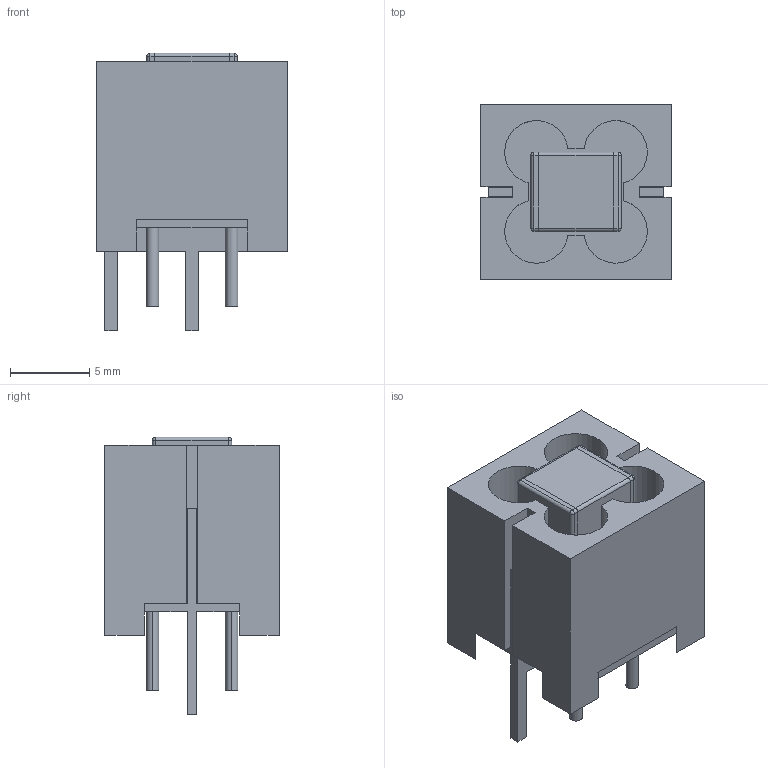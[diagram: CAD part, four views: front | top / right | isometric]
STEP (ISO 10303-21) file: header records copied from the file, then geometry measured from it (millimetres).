
FILE_DESCRIPTION (( 'STEP AP214' ), '1' );
FILE_NAME ('User Library-Murata_BNX002.STEP', '2024-08-06T13:19:43', ( '' ), ( '' ), 'SwSTEP 2.0', 'SolidWorks 2022', '' );
FILE_SCHEMA (( 'AUTOMOTIVE_DESIGN' ));
Length unit declared in the file: centimetre
Products named in the file (5): BNX002_body; User Library-Murata_BNX002; BNX002_shield; BNX002_cap_body; BNX002_cap_plate
Assembly tree (5 placements, depth 2):
  User Library-Murata_BNX002
    BNX002_body
    BNX002_shield
    BNX002_cap_body
    BNX002_cap_plate  x2
Bounding box: 12 x 11 x 17.5 mm (x, y, z)
Volume: 1335.8 mm3; surface area: 1666.1 mm2
Topology: 5 solids, 5 shells, 115 faces, 284 edges, 176 vertices
Faces by surface type: plane 73, cylinder 34, bspline 8
Entity records: 4167 total; most frequent: CARTESIAN_POINT 561, DIRECTION 494, ORIENTED_EDGE 480, EDGE_CURVE 240, VECTOR 188, LINE 188, VERTEX_POINT 156, AXIS2_PLACEMENT_3D 153
